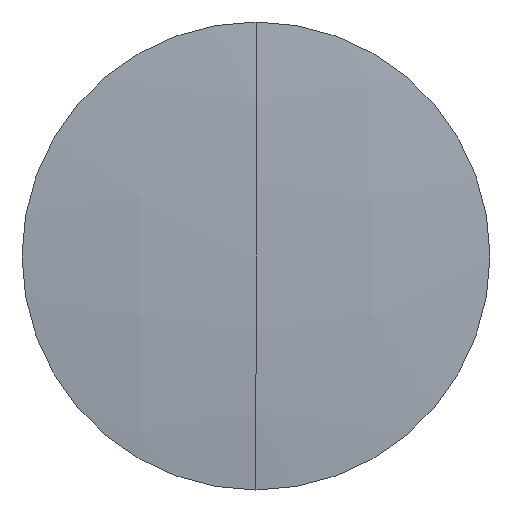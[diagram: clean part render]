
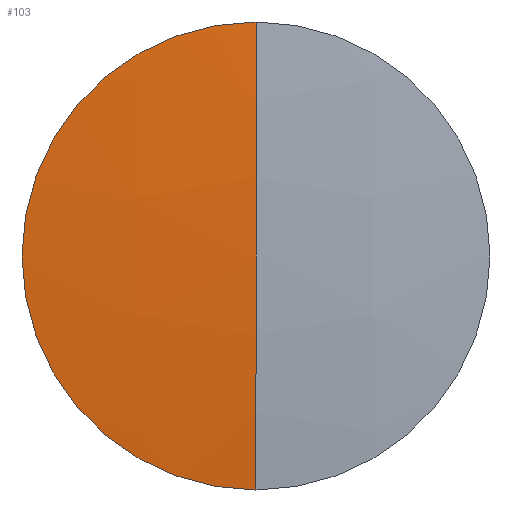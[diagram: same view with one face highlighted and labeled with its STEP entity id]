
A CAD part, left-side view. The second image highlights one B-rep face of the part: STEP entity #103.
In plain terms, the highlighted spherical face has radius 246.72 mm.
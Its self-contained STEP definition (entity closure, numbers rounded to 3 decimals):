
#5 = DIRECTION ( 'NONE',  ( 0., 0., 1. ) ) ;
#15 = VERTEX_POINT ( 'NONE', #214 ) ;
#18 = EDGE_CURVE ( 'NONE', #15, #52, #146, .T. ) ;
#26 = DIRECTION ( 'NONE',  ( 0., 0., 1. ) ) ;
#28 = FACE_OUTER_BOUND ( 'NONE', #233, .T. ) ;
#47 = CARTESIAN_POINT ( 'NONE',  ( 260.041, 0., 0. ) ) ;
#52 = VERTEX_POINT ( 'NONE', #290 ) ;
#65 = DIRECTION ( 'NONE',  ( 0., 1., 0. ) ) ;
#66 = DIRECTION ( 'NONE',  ( 0., -1., 0. ) ) ;
#70 = AXIS2_PLACEMENT_3D ( 'NONE', #197, #282, #5 ) ;
#87 = CARTESIAN_POINT ( 'NONE',  ( 505.491, 0., 0. ) ) ;
#95 = CARTESIAN_POINT ( 'NONE',  ( 258.771, 0., 0. ) ) ;
#103 = ADVANCED_FACE ( 'NONE', ( #28 ), #240, .T. ) ;
#130 = EDGE_CURVE ( 'NONE', #52, #156, #203, .T. ) ;
#146 = CIRCLE ( 'NONE', #188, 25. ) ;
#148 = ORIENTED_EDGE ( 'NONE', *, *, #130, .T. ) ;
#156 = VERTEX_POINT ( 'NONE', #95 ) ;
#188 = AXIS2_PLACEMENT_3D ( 'NONE', #47, #239, #26 ) ;
#190 = ORIENTED_EDGE ( 'NONE', *, *, #253, .F. ) ;
#197 = CARTESIAN_POINT ( 'NONE',  ( 505.491, 0., 0. ) ) ;
#203 = CIRCLE ( 'NONE', #245, 246.72 ) ;
#214 = CARTESIAN_POINT ( 'NONE',  ( 260.041, 0., 25. ) ) ;
#227 = CIRCLE ( 'NONE', #308, 246.72 ) ;
#233 = EDGE_LOOP ( 'NONE', ( #265, #148, #190 ) ) ;
#239 = DIRECTION ( 'NONE',  ( -1., 0., 0. ) ) ;
#240 = SPHERICAL_SURFACE ( 'NONE', #70, 246.72 ) ;
#245 = AXIS2_PLACEMENT_3D ( 'NONE', #279, #65, #342 ) ;
#253 = EDGE_CURVE ( 'NONE', #15, #156, #227, .T. ) ;
#265 = ORIENTED_EDGE ( 'NONE', *, *, #18, .T. ) ;
#279 = CARTESIAN_POINT ( 'NONE',  ( 505.491, 0., 0. ) ) ;
#282 = DIRECTION ( 'NONE',  ( 0., 1., 0. ) ) ;
#290 = CARTESIAN_POINT ( 'NONE',  ( 260.041, 0., -25. ) ) ;
#302 = DIRECTION ( 'NONE',  ( 0., 0., -1. ) ) ;
#308 = AXIS2_PLACEMENT_3D ( 'NONE', #87, #66, #302 ) ;
#342 = DIRECTION ( 'NONE',  ( 0., 0., 1. ) ) ;
